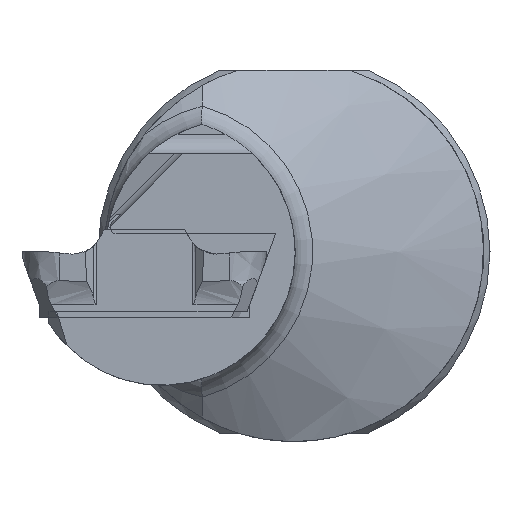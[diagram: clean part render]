
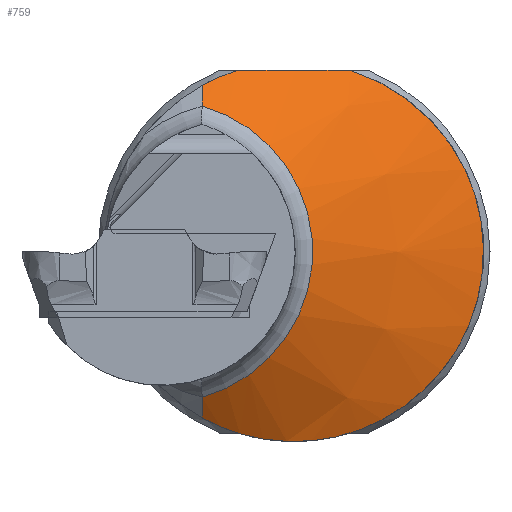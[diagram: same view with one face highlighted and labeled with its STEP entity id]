
A CAD part, left-side view. The second image highlights one B-rep face of the part: STEP entity #759.
In plain terms, the highlighted conical face has half-angle 50 degrees and reference radius 6.164 mm.
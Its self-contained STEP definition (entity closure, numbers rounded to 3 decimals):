
#41=CONICAL_SURFACE('',#2106,6.164,50.);
#61=CIRCLE('',#2098,6.164);
#759=ADVANCED_FACE('',(#849),#41,.T.);
#849=FACE_OUTER_BOUND('',#928,.T.);
#928=EDGE_LOOP('',(#1483,#1484,#1485,#1486,#1487,#1488));
#1483=ORIENTED_EDGE('',*,*,#1860,.F.);
#1484=ORIENTED_EDGE('',*,*,#1898,.T.);
#1485=ORIENTED_EDGE('',*,*,#1858,.F.);
#1486=ORIENTED_EDGE('',*,*,#1886,.F.);
#1487=ORIENTED_EDGE('',*,*,#1874,.F.);
#1488=ORIENTED_EDGE('',*,*,#1882,.F.);
#1666=VERTEX_POINT('',#3800);
#1669=VERTEX_POINT('',#3814);
#1672=VERTEX_POINT('',#3834);
#1673=VERTEX_POINT('',#3844);
#1683=VERTEX_POINT('',#3931);
#1684=VERTEX_POINT('',#3932);
#1858=EDGE_CURVE('',#1672,#1666,#2021,.T.);
#1860=EDGE_CURVE('',#1669,#1673,#2023,.T.);
#1874=EDGE_CURVE('',#1683,#1684,#2029,.T.);
#1882=EDGE_CURVE('',#1673,#1683,#2033,.T.);
#1886=EDGE_CURVE('',#1684,#1672,#2034,.T.);
#1898=EDGE_CURVE('',#1669,#1666,#61,.T.);
#2021=B_SPLINE_CURVE_WITH_KNOTS('',3,(#3830,#3831,#3832,#3833),
 .UNSPECIFIED.,.F.,.F.,(4,4),(0.,1.),.UNSPECIFIED.);
#2023=B_SPLINE_CURVE_WITH_KNOTS('',3,(#3840,#3841,#3842,#3843),
 .UNSPECIFIED.,.F.,.F.,(4,4),(0.,1.),.UNSPECIFIED.);
#2029=B_SPLINE_CURVE_WITH_KNOTS('',3,(#3927,#3928,#3929,#3930),
 .UNSPECIFIED.,.F.,.F.,(4,4),(0.,1.),.UNSPECIFIED.);
#2033=B_SPLINE_CURVE_WITH_KNOTS('',3,(#3966,#3967,#3968,#3969),
 .UNSPECIFIED.,.F.,.F.,(4,4),(0.,1.),.UNSPECIFIED.);
#2034=B_SPLINE_CURVE_WITH_KNOTS('',3,(#3975,#3976,#3977,#3978,#3979,#3980,
#3981,#3982,#3983,#3984),.UNSPECIFIED.,.F.,.F.,(4,2,2,2,4),(0.,0.25,0.5,
0.75,1.),.UNSPECIFIED.);
#2098=AXIS2_PLACEMENT_3D('',#4029,#2310,#2311);
#2106=AXIS2_PLACEMENT_3D('',#4061,#2328,#2329);
#2310=DIRECTION('',(1.,0.,0.));
#2311=DIRECTION('',(0.,0.,1.));
#2328=DIRECTION('',(1.,0.,0.));
#2329=DIRECTION('',(0.,0.,-1.));
#3800=CARTESIAN_POINT('',(21.949,3.751,-5.94));
#3814=CARTESIAN_POINT('',(21.949,3.751,5.94));
#3830=CARTESIAN_POINT('',(22.642,3.738,-6.789));
#3831=CARTESIAN_POINT('',(22.411,3.742,-6.506));
#3832=CARTESIAN_POINT('',(22.18,3.747,-6.223));
#3833=CARTESIAN_POINT('',(21.949,3.751,-5.94));
#3834=CARTESIAN_POINT('',(22.642,3.738,-6.789));
#3840=CARTESIAN_POINT('',(21.949,3.751,5.94));
#3841=CARTESIAN_POINT('',(22.18,3.747,6.223));
#3842=CARTESIAN_POINT('',(22.411,3.742,6.506));
#3843=CARTESIAN_POINT('',(22.642,3.738,6.789));
#3844=CARTESIAN_POINT('',(22.642,3.738,6.789));
#3927=CARTESIAN_POINT('',(23.508,2.303,7.4));
#3928=CARTESIAN_POINT('',(24.034,0.679,7.4));
#3929=CARTESIAN_POINT('',(24.855,-0.84,7.4));
#3930=CARTESIAN_POINT('',(25.74,-2.303,7.4));
#3931=CARTESIAN_POINT('',(23.508,2.303,7.4));
#3932=CARTESIAN_POINT('',(25.74,-2.303,7.4));
#3966=CARTESIAN_POINT('',(22.642,3.738,6.789));
#3967=CARTESIAN_POINT('',(22.935,3.285,7.038));
#3968=CARTESIAN_POINT('',(23.223,2.807,7.243));
#3969=CARTESIAN_POINT('',(23.508,2.303,7.4));
#3975=CARTESIAN_POINT('',(25.74,-2.303,7.4));
#3976=CARTESIAN_POINT('',(26.584,-4.292,6.781));
#3977=CARTESIAN_POINT('',(27.24,-6.12,5.256));
#3978=CARTESIAN_POINT('',(27.895,-7.98,1.181));
#3979=CARTESIAN_POINT('',(27.886,-7.954,-1.334));
#3980=CARTESIAN_POINT('',(27.205,-6.024,-5.363));
#3981=CARTESIAN_POINT('',(26.541,-4.178,-6.859));
#3982=CARTESIAN_POINT('',(24.811,-0.129,-8.03));
#3983=CARTESIAN_POINT('',(23.761,2.011,-7.74));
#3984=CARTESIAN_POINT('',(22.642,3.738,-6.789));
#4029=CARTESIAN_POINT('',(21.949,5.4,0.));
#4061=CARTESIAN_POINT('',(21.949,5.4,0.));
